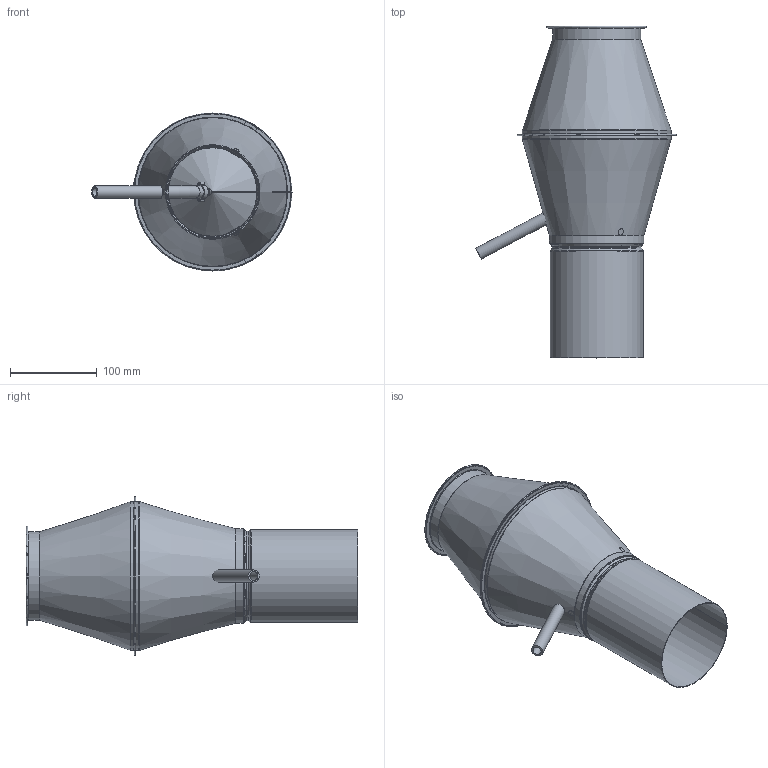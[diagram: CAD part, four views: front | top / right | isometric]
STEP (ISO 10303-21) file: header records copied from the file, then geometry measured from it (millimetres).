
FILE_DESCRIPTION(/* description */ ('Underdel HJHR'),/* implementation_level */ '2;1');
FILE_NAME(/* name */ 'HJHR-01.stp',/* time_stamp */ '2016-05-23T17:26:20+02:00',/* author */ ('CAD'),/* organization */ (''),/* preprocessor_version */ 'ST-DEVELOPER v15.6',/* originating_system */ 'Autodesk Inventor 2015',/* authorisation */ '');
FILE_SCHEMA (('AUTOMOTIVE_DESIGN { 1 0 10303 214 3 1 1 }'));
Length unit declared in the file: millimetre
Products named in the file (10): HJH-AA-10; HJH-AB-19; HJH-AC-01; HJH-AD-01; HML-100; Slang-HJH-100; Slangklämma; BlindnitmutterM6; HNGN-100; HJHR-01
Bounding box: 230.86 x 382 x 183.19 mm (x, y, z)
Volume: 139456 mm3; surface area: 426897 mm2
Topology: 15 solids, 15 shells, 260 faces, 555 edges, 311 vertices
Faces by surface type: plane 125, cylinder 59, cone 42, torus 30, bspline 4
Full cylindrical faces by diameter (mm): 10 x3, 14 x2, 100.5 x1, 101.5 x1, 101.7 x1, 101.88 x1, 103.08 x1, 105.88 x2, 107.08 x2, 107.6 x1, 108.8 x1, 112.05 x1, 170 x2, 171.2 x2, 172 x1, 180 x1
Entity records: 6903 total; most frequent: CARTESIAN_POINT 1516, DIRECTION 1150, ORIENTED_EDGE 948, EDGE_CURVE 474, AXIS2_PLACEMENT_3D 457, VERTEX_POINT 270, EDGE_LOOP 242, LINE 236
